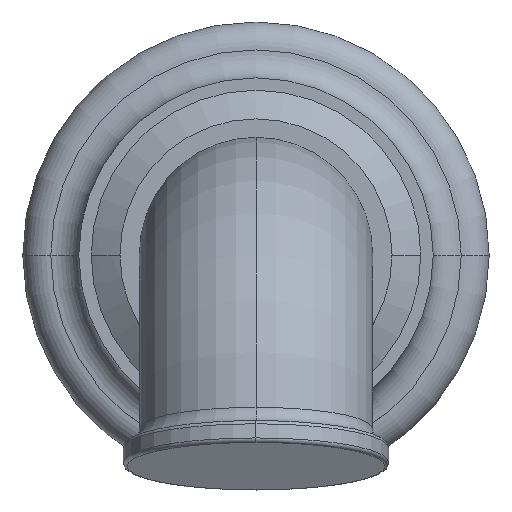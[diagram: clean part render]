
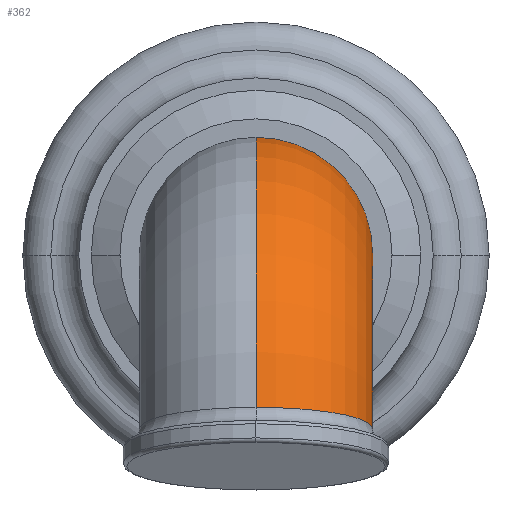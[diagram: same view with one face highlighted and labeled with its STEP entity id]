
A CAD part, top view. The second image highlights one B-rep face of the part: STEP entity #362.
In plain terms, the highlighted toroidal (fillet/blend) face has major radius 35.001 mm and minor radius 19.05 mm.
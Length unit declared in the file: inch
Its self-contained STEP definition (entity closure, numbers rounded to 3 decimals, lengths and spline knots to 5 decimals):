
#172=CARTESIAN_POINT('',(0.,4.64505,0.));
#173=DIRECTION('',(0.,1.,0.));
#174=DIRECTION('',(0.,0.,1.));
#175=AXIS2_PLACEMENT_3D('',#172,#173,#174);
#177=CARTESIAN_POINT('',(0.,4.64505,1.378));
#178=DIRECTION('',(1.,0.,0.));
#179=DIRECTION('',(0.,0.,-1.));
#180=AXIS2_PLACEMENT_3D('',#177,#178,#179);
#182=CARTESIAN_POINT('',(0.,6.,1.127));
#183=DIRECTION('',(0.,0.182,0.983));
#184=DIRECTION('',(0.,-0.983,0.182));
#185=AXIS2_PLACEMENT_3D('',#182,#183,#184);
#187=CARTESIAN_POINT('',(0.,4.64505,1.378));
#188=DIRECTION('',(1.,0.,0.));
#189=DIRECTION('',(0.,0.,-1.));
#190=AXIS2_PLACEMENT_3D('',#187,#188,#189);
#284=CARTESIAN_POINT('',(0.,4.64505,-0.75));
#285=CARTESIAN_POINT('',(0.,4.64505,0.75));
#286=VERTEX_POINT('',#284);
#287=VERTEX_POINT('',#285);
#288=CARTESIAN_POINT('',(0.,6.73745,0.99039));
#289=VERTEX_POINT('',#288);
#290=CARTESIAN_POINT('',(0.,5.26255,1.26361));
#291=VERTEX_POINT('',#290);
#348=CARTESIAN_POINT('',(0.,4.64505,1.378));
#349=DIRECTION('',(1.,0.,0.));
#350=DIRECTION('',(0.,0.,1.));
#351=AXIS2_PLACEMENT_3D('',#348,#349,#350);
#352=TOROIDAL_SURFACE('',#351,1.378,0.75);
#354=ORIENTED_EDGE('',*,*,#353,.F.);
#355=ORIENTED_EDGE('',*,*,#342,.F.);
#357=ORIENTED_EDGE('',*,*,#356,.T.);
#359=ORIENTED_EDGE('',*,*,#358,.T.);
#360=EDGE_LOOP('',(#354,#355,#357,#359));
#361=FACE_OUTER_BOUND('',#360,.F.);
#176=CIRCLE('',#175,0.75);
#181=CIRCLE('',#180,0.628);
#186=CIRCLE('',#185,0.75);
#191=CIRCLE('',#190,2.128);
#342=EDGE_CURVE('',#287,#286,#176,.T.);
#353=EDGE_CURVE('',#286,#289,#191,.T.);
#356=EDGE_CURVE('',#287,#291,#181,.T.);
#358=EDGE_CURVE('',#291,#289,#186,.T.);
#362=ADVANCED_FACE('',(#361),#352,.T.);
